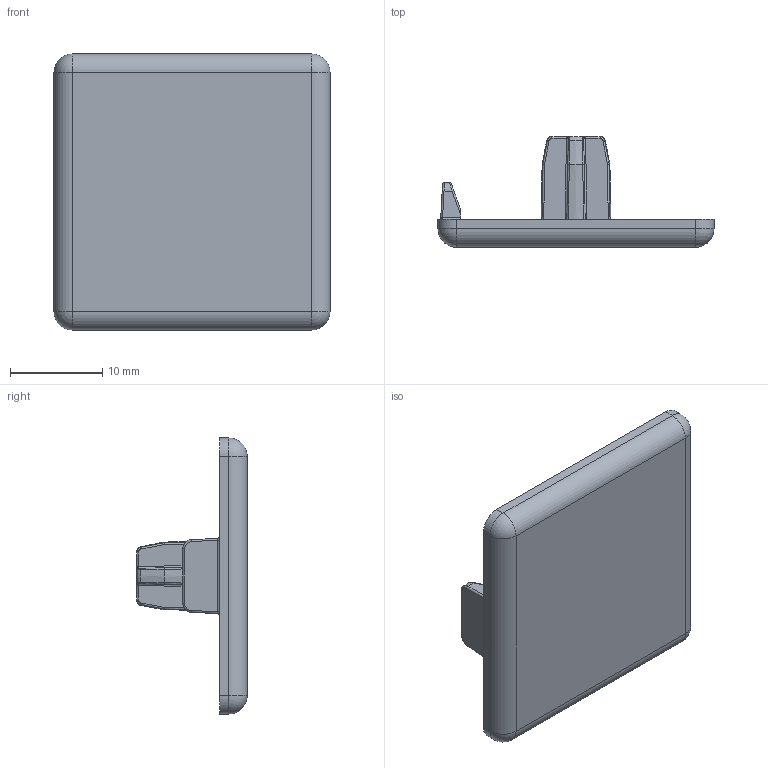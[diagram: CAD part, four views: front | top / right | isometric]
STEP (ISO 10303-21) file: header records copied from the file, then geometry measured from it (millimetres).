
FILE_DESCRIPTION (( 'STEP AP203' ), '1' );
FILE_NAME ('Accessories for aluminium profiles091371.step', '2015-11-23T16:34:18', ( '' ), ( '' ), 'SwSTEP 2.0', 'SolidWorks 2015', '' );
FILE_SCHEMA (( 'CONFIG_CONTROL_DESIGN' ));
Length unit declared in the file: millimetre
Products named in the file (1): Accessories for aluminium profiles091371
Bounding box: 30 x 12 x 30 mm (x, y, z)
Volume: 2554.9 mm3; surface area: 2406.4 mm2
Topology: 1 solids, 1 shells, 277 faces, 700 edges, 413 vertices
Faces by surface type: plane 129, cylinder 54, bspline 50, sphere 20, torus 15, cone 9
Entity records: 8835 total; most frequent: CARTESIAN_POINT 2603, ORIENTED_EDGE 1360, DIRECTION 1186, EDGE_CURVE 680, VERTEX_POINT 413, VECTOR 410, LINE 410, AXIS2_PLACEMENT_3D 388
